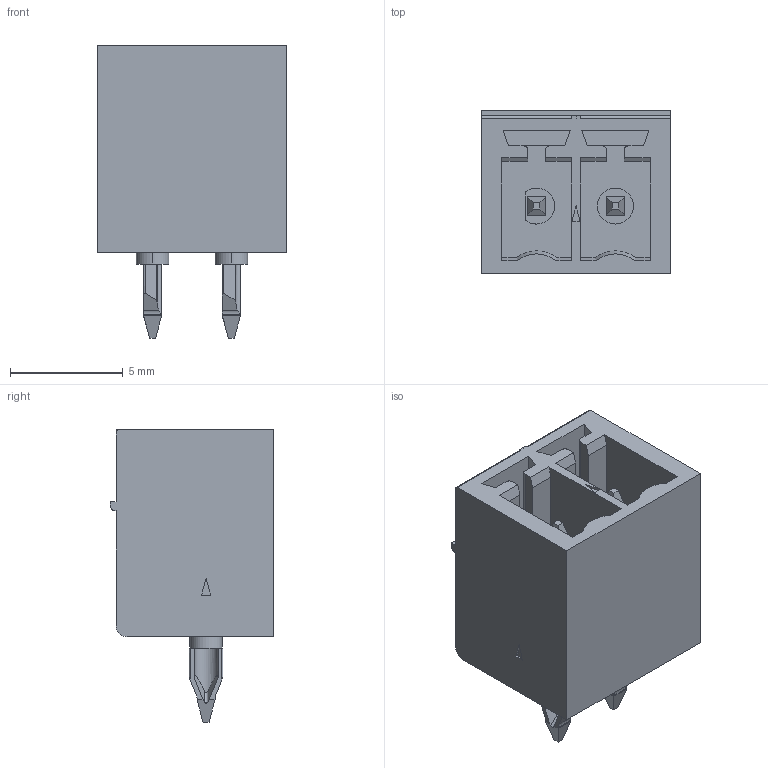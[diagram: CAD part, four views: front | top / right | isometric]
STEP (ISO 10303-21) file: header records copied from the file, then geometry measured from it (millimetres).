
FILE_DESCRIPTION((''),'2;1');
FILE_NAME('PHOENIX_1911017.stp','2013-02-04T14:38:09',(''),(''),'Mechanical Desktop 2011','Mechanical Desktop 2011',', , ');
FILE_SCHEMA(('AUTOMOTIVE_DESIGN { 1 2 10303 214 1 1 1 1 }'));
Length unit declared in the file: millimetre
Products named in the file (1): Product
Bounding box: 8.4 x 7.25 x 13 mm (x, y, z)
Volume: 345.7 mm3; surface area: 789.4 mm2
Topology: 9 solids, 9 shells, 198 faces, 492 edges, 320 vertices
Faces by surface type: plane 128, cylinder 56, bspline 12, cone 2
Entity records: 6098 total; most frequent: CARTESIAN_POINT 1291, ORIENTED_EDGE 984, DIRECTION 964, EDGE_CURVE 492, VECTOR 370, LINE 370, VERTEX_POINT 320, AXIS2_PLACEMENT_3D 297
